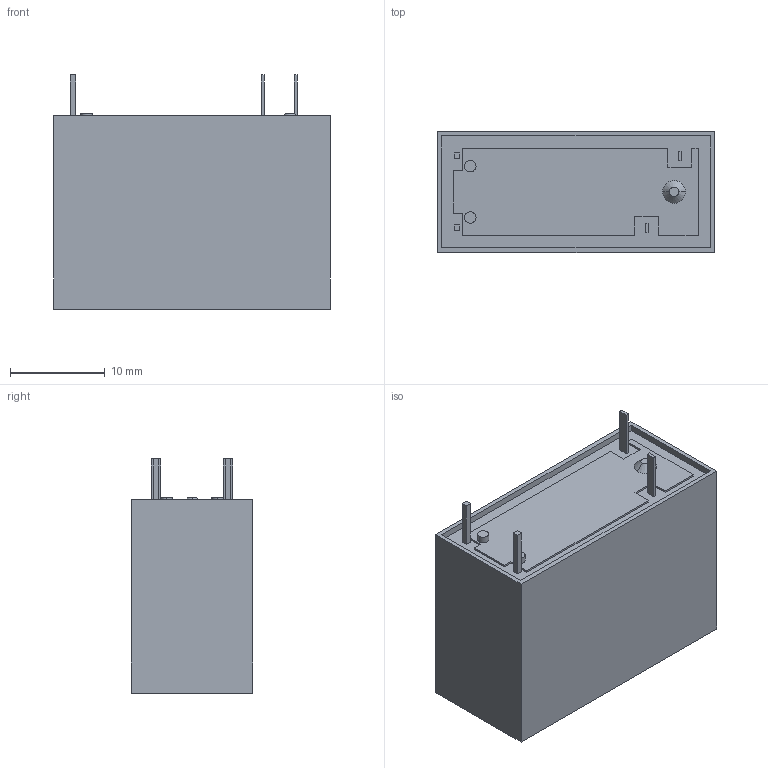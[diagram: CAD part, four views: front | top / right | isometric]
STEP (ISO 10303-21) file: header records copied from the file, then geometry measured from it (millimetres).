
FILE_DESCRIPTION((''),'2;1');
FILE_NAME('C-7-1440000-1','2013-01-31T',('workeradm'),('Tyco Electronics Ltd.'),'PRO/ENGINEER BY PARAMETRIC TECHNOLOGY CORPORATION, 2010430','PRO/ENGINEER BY PARAMETRIC TECHNOLOGY CORPORATION, 2010430','');
FILE_SCHEMA(('AUTOMOTIVE_DESIGN { 1 0 10303 214 1 1 1 1 }'));
Length unit declared in the file: millimetre
Products named in the file (1): C-7-1440000-1
Bounding box: 29.2 x 12.8 x 24.7 mm (x, y, z)
Volume: 7442.1 mm3; surface area: 2596.3 mm2
Topology: 1 solids, 1 shells, 69 faces, 162 edges, 108 vertices
Faces by surface type: plane 55, cylinder 12, cone 2
Entity records: 2277 total; most frequent: CARTESIAN_POINT 341, DIRECTION 328, ORIENTED_EDGE 324, EDGE_CURVE 162, VECTOR 134, LINE 134, VERTEX_POINT 108, AXIS2_PLACEMENT_3D 97
